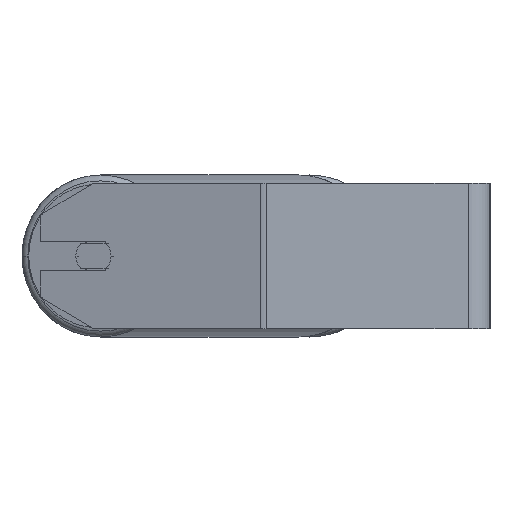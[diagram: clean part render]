
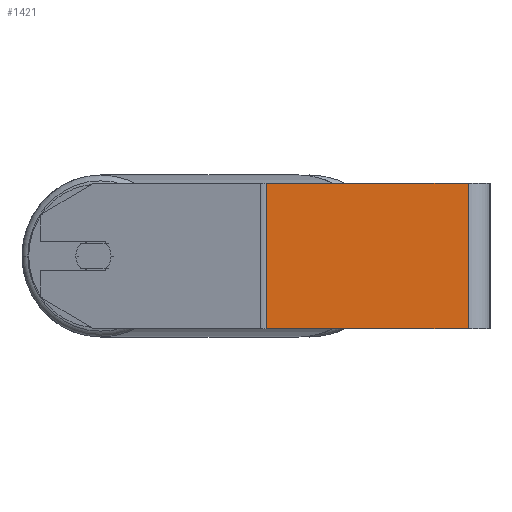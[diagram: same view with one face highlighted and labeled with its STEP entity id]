
A CAD part, left-side view. The second image highlights one B-rep face of the part: STEP entity #1421.
In plain terms, the highlighted planar face has unit normal (-1, 0, 0).
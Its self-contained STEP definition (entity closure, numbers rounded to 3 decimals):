
#252 = DIRECTION ( 'NONE',  ( 0., 0., -1. ) ) ;
#272 = CARTESIAN_POINT ( 'NONE',  ( -700., 124.517, -40. ) ) ;
#637 = VECTOR ( 'NONE', #1700, 1000. ) ;
#1052 = EDGE_CURVE ( 'NONE', #5320, #2414, #4518, .T. ) ;
#1284 = DIRECTION ( 'NONE',  ( 0., 0., -1. ) ) ;
#1421 = ADVANCED_FACE ( 'NONE', ( #3052 ), #8468, .F. ) ;
#1700 = DIRECTION ( 'NONE',  ( 0., -1., 0. ) ) ;
#2291 = LINE ( 'NONE', #272, #5745 ) ;
#2387 = CARTESIAN_POINT ( 'NONE',  ( -700., 124.517, 40. ) ) ;
#2414 = VERTEX_POINT ( 'NONE', #7455 ) ;
#2545 = EDGE_CURVE ( 'NONE', #3087, #8284, #5729, .T. ) ;
#2832 = CARTESIAN_POINT ( 'NONE',  ( -700., 12., 40. ) ) ;
#2972 = LINE ( 'NONE', #4964, #637 ) ;
#3027 = DIRECTION ( 'NONE',  ( 0., 0., -1. ) ) ;
#3052 = FACE_OUTER_BOUND ( 'NONE', #7257, .T. ) ;
#3087 = VERTEX_POINT ( 'NONE', #4620 ) ;
#3525 = DIRECTION ( 'NONE',  ( 0., -1., 0. ) ) ;
#3859 = CARTESIAN_POINT ( 'NONE',  ( -700., 122.937, 40. ) ) ;
#4368 = ORIENTED_EDGE ( 'NONE', *, *, #1052, .T. ) ;
#4518 = LINE ( 'NONE', #3859, #7506 ) ;
#4620 = CARTESIAN_POINT ( 'NONE',  ( -700., 12., 40. ) ) ;
#4964 = CARTESIAN_POINT ( 'NONE',  ( -700., 124.517, 40. ) ) ;
#5200 = ORIENTED_EDGE ( 'NONE', *, *, #5814, .F. ) ;
#5236 = ORIENTED_EDGE ( 'NONE', *, *, #2545, .F. ) ;
#5320 = VERTEX_POINT ( 'NONE', #6596 ) ;
#5532 = AXIS2_PLACEMENT_3D ( 'NONE', #2387, #7134, #1284 ) ;
#5729 = LINE ( 'NONE', #2832, #8534 ) ;
#5745 = VECTOR ( 'NONE', #3525, 1000. ) ;
#5814 = EDGE_CURVE ( 'NONE', #5320, #3087, #2972, .T. ) ;
#6596 = CARTESIAN_POINT ( 'NONE',  ( -700., 122.937, 40. ) ) ;
#6614 = CARTESIAN_POINT ( 'NONE',  ( -700., 12., -40. ) ) ;
#6618 = EDGE_CURVE ( 'NONE', #2414, #8284, #2291, .T. ) ;
#7134 = DIRECTION ( 'NONE',  ( 1., 0., 0. ) ) ;
#7257 = EDGE_LOOP ( 'NONE', ( #8076, #5236, #5200, #4368 ) ) ;
#7455 = CARTESIAN_POINT ( 'NONE',  ( -700., 122.937, -40. ) ) ;
#7506 = VECTOR ( 'NONE', #3027, 1000. ) ;
#8076 = ORIENTED_EDGE ( 'NONE', *, *, #6618, .T. ) ;
#8284 = VERTEX_POINT ( 'NONE', #6614 ) ;
#8468 = PLANE ( 'NONE',  #5532 ) ;
#8534 = VECTOR ( 'NONE', #252, 1000. ) ;
